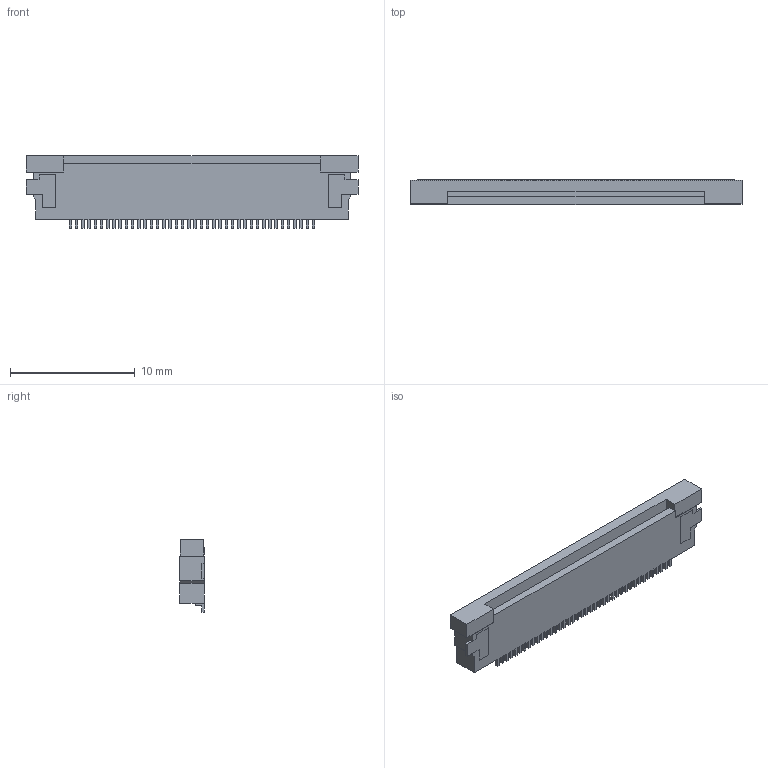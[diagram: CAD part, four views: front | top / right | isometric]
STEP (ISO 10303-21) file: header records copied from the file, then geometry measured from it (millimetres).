
FILE_DESCRIPTION (( 'STEP AP203' ), '1' );
FILE_NAME ('40FLZ儕僶乕僗.STEP', '2011-03-23T08:17:46', ( ' ' ), ( ' ' ), 'SwSTEP 2.0', 'SolidWorks 2005235', '' );
FILE_SCHEMA (( 'CONFIG_CONTROL_DESIGN' ));
Length unit declared in the file: millimetre
Products named in the file (1): 40FLZリバース
Bounding box: 26.6 x 2 x 5.8 mm (x, y, z)
Volume: 223.4 mm3; surface area: 548.5 mm2
Topology: 2 solids, 2 shells, 322 faces, 876 edges, 558 vertices
Faces by surface type: plane 322
Entity records: 9911 total; most frequent: CARTESIAN_POINT 1757, ORIENTED_EDGE 1752, DIRECTION 1522, EDGE_CURVE 876, VECTOR 876, LINE 876, VERTEX_POINT 558, AXIS2_PLACEMENT_3D 323
